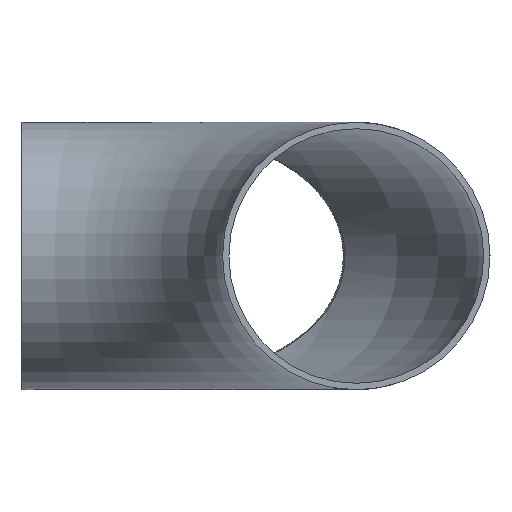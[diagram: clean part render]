
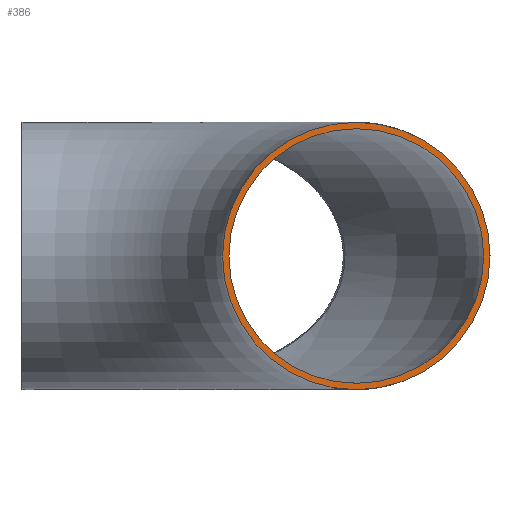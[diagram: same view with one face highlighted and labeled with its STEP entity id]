
A CAD part, left-side view. The second image highlights one B-rep face of the part: STEP entity #386.
In plain terms, the highlighted planar face has unit normal (-1, 0, 0).
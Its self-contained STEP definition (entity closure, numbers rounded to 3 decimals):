
#1 = AXIS2_PLACEMENT_3D ( 'NONE', #3073, #8948, #8069 ) ;
#156 = CARTESIAN_POINT ( 'NONE',  ( -105., -145., 0. ) ) ;
#386 = ADVANCED_FACE ( 'NONE', ( #4935, #9520 ), #10728, .T. ) ;
#489 = EDGE_CURVE ( 'NONE', #10588, #10588, #1903, .T. ) ;
#894 = VERTEX_POINT ( 'NONE', #7989 ) ;
#1183 = ORIENTED_EDGE ( 'NONE', *, *, #5038, .T. ) ;
#1339 = DIRECTION ( 'NONE',  ( 0., -1., 0. ) ) ;
#1903 = CIRCLE ( 'NONE', #10335, 40. ) ;
#2497 = DIRECTION ( 'NONE',  ( -1., 0., 0. ) ) ;
#3073 = CARTESIAN_POINT ( 'NONE',  ( -105., -105., 0. ) ) ;
#3203 = CARTESIAN_POINT ( 'NONE',  ( -105., -105., 0. ) ) ;
#3997 = CIRCLE ( 'NONE', #1, 42. ) ;
#4697 = ORIENTED_EDGE ( 'NONE', *, *, #489, .F. ) ;
#4737 = EDGE_LOOP ( 'NONE', ( #4697 ) ) ;
#4935 = FACE_BOUND ( 'NONE', #4737, .T. ) ;
#5038 = EDGE_CURVE ( 'NONE', #894, #894, #3997, .T. ) ;
#7043 = AXIS2_PLACEMENT_3D ( 'NONE', #7435, #2497, #1339 ) ;
#7435 = CARTESIAN_POINT ( 'NONE',  ( -105., 0., 48.668 ) ) ;
#7989 = CARTESIAN_POINT ( 'NONE',  ( -105., -147., 0. ) ) ;
#8069 = DIRECTION ( 'NONE',  ( 0., -1., 0. ) ) ;
#8580 = EDGE_LOOP ( 'NONE', ( #1183 ) ) ;
#8948 = DIRECTION ( 'NONE',  ( -1., 0., 0. ) ) ;
#9078 = DIRECTION ( 'NONE',  ( 0., -1., 0. ) ) ;
#9147 = DIRECTION ( 'NONE',  ( -1., 0., 0. ) ) ;
#9520 = FACE_OUTER_BOUND ( 'NONE', #8580, .T. ) ;
#10335 = AXIS2_PLACEMENT_3D ( 'NONE', #3203, #9147, #9078 ) ;
#10588 = VERTEX_POINT ( 'NONE', #156 ) ;
#10728 = PLANE ( 'NONE',  #7043 ) ;
